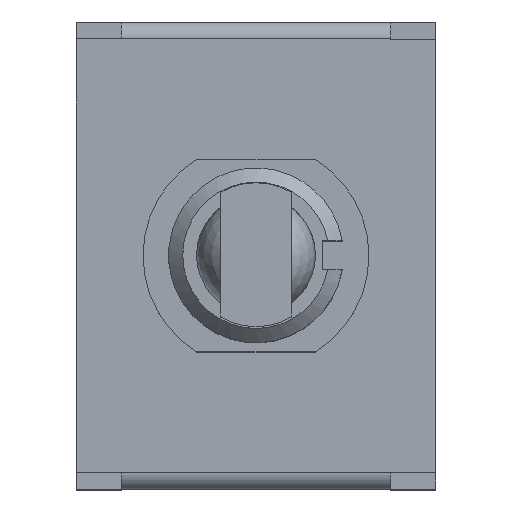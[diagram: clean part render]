
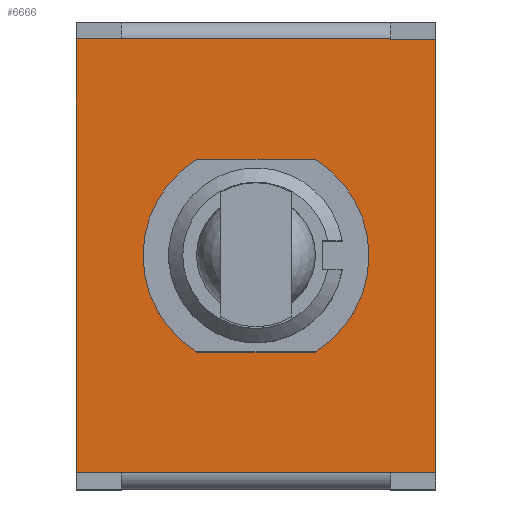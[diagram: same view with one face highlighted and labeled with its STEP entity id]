
A CAD part, top view. The second image highlights one B-rep face of the part: STEP entity #6666.
In plain terms, the highlighted planar face has unit normal (0, 0, 1).
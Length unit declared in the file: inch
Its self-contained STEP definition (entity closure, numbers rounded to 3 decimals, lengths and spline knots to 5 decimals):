
#137=FACE_BOUND('',#908,.T.);
#227=PLANE('',#7135);
#503=FACE_OUTER_BOUND('',#907,.T.);
#907=EDGE_LOOP('',(#4935,#4936,#4937,#4938,#4939,#4940,#4941,#4942,#4943,
#4944));
#908=EDGE_LOOP('',(#4945,#4946,#4947,#4948));
#1233=LINE('',#9694,#1977);
#1237=LINE('',#9703,#1981);
#1434=LINE('',#10180,#2178);
#1436=LINE('',#10185,#2180);
#1438=LINE('',#10188,#2182);
#1441=LINE('',#10195,#2185);
#1443=LINE('',#10200,#2187);
#1448=LINE('',#10210,#2192);
#1450=LINE('',#10213,#2194);
#1452=LINE('',#10219,#2196);
#1461=LINE('',#10238,#2205);
#1462=LINE('',#10241,#2206);
#1977=VECTOR('',#7661,0.3937);
#1981=VECTOR('',#7667,0.3937);
#2178=VECTOR('',#8082,0.3937);
#2180=VECTOR('',#8086,0.3937);
#2182=VECTOR('',#8090,0.3937);
#2185=VECTOR('',#8097,0.3937);
#2187=VECTOR('',#8101,0.3937);
#2192=VECTOR('',#8108,0.3937);
#2194=VECTOR('',#8112,0.3937);
#2196=VECTOR('',#8118,0.3937);
#2205=VECTOR('',#8139,0.3937);
#2206=VECTOR('',#8144,0.3937);
#2724=CIRCLE('',#7012,0.15709);
#2730=CIRCLE('',#7024,0.15709);
#2897=VERTEX_POINT('',#9692);
#2898=VERTEX_POINT('',#9693);
#2901=VERTEX_POINT('',#9701);
#2902=VERTEX_POINT('',#9702);
#2957=VERTEX_POINT('',#9848);
#2960=VERTEX_POINT('',#9855);
#3064=VERTEX_POINT('',#10173);
#3067=VERTEX_POINT('',#10178);
#3069=VERTEX_POINT('',#10183);
#3071=VERTEX_POINT('',#10193);
#3073=VERTEX_POINT('',#10198);
#3074=VERTEX_POINT('',#10203);
#3077=VERTEX_POINT('',#10208);
#3079=VERTEX_POINT('',#10217);
#3506=EDGE_CURVE('',#2897,#2898,#1233,.T.);
#3510=EDGE_CURVE('',#2901,#2902,#1237,.T.);
#3515=EDGE_CURVE('',#2898,#2901,#2724,.T.);
#3531=EDGE_CURVE('',#2902,#2897,#2730,.T.);
#3747=EDGE_CURVE('',#3067,#3064,#1434,.T.);
#3749=EDGE_CURVE('',#2957,#3069,#1436,.T.);
#3751=EDGE_CURVE('',#3069,#3064,#1438,.T.);
#3755=EDGE_CURVE('',#3067,#3071,#1441,.T.);
#3757=EDGE_CURVE('',#2960,#3073,#1443,.T.);
#3762=EDGE_CURVE('',#3077,#3074,#1448,.T.);
#3764=EDGE_CURVE('',#3073,#3074,#1450,.T.);
#3767=EDGE_CURVE('',#3077,#3079,#1452,.T.);
#3777=EDGE_CURVE('',#3079,#2957,#1461,.T.);
#3779=EDGE_CURVE('',#2960,#3071,#1462,.T.);
#4935=ORIENTED_EDGE('',*,*,#3755,.T.);
#4936=ORIENTED_EDGE('',*,*,#3779,.F.);
#4937=ORIENTED_EDGE('',*,*,#3757,.T.);
#4938=ORIENTED_EDGE('',*,*,#3764,.T.);
#4939=ORIENTED_EDGE('',*,*,#3762,.F.);
#4940=ORIENTED_EDGE('',*,*,#3767,.T.);
#4941=ORIENTED_EDGE('',*,*,#3777,.T.);
#4942=ORIENTED_EDGE('',*,*,#3749,.T.);
#4943=ORIENTED_EDGE('',*,*,#3751,.T.);
#4944=ORIENTED_EDGE('',*,*,#3747,.F.);
#4945=ORIENTED_EDGE('',*,*,#3510,.T.);
#4946=ORIENTED_EDGE('',*,*,#3531,.T.);
#4947=ORIENTED_EDGE('',*,*,#3506,.T.);
#4948=ORIENTED_EDGE('',*,*,#3515,.T.);
#6666=ADVANCED_FACE('',(#503,#137),#227,.T.);
#7012=AXIS2_PLACEMENT_3D('',#9711,#7675,#7676);
#7024=AXIS2_PLACEMENT_3D('',#9748,#7707,#7708);
#7135=AXIS2_PLACEMENT_3D('',#10240,#8142,#8143);
#7661=DIRECTION('',(1.,0.,0.));
#7667=DIRECTION('',(-1.,0.,0.));
#7675=DIRECTION('center_axis',(0.,0.,
-1.));
#7676=DIRECTION('ref_axis',(-1.,0.,0.));
#7707=DIRECTION('center_axis',(0.,0.,
-1.));
#7708=DIRECTION('ref_axis',(-1.,0.,0.));
#8082=DIRECTION('',(-1.,0.,0.));
#8086=DIRECTION('',(-1.,0.,0.));
#8090=DIRECTION('',(0.,-1.,0.));
#8097=DIRECTION('',(0.,-1.,0.));
#8101=DIRECTION('',(1.,0.,0.));
#8108=DIRECTION('',(1.,0.,0.));
#8112=DIRECTION('',(0.,1.,0.));
#8118=DIRECTION('',(0.,1.,0.));
#8139=DIRECTION('',(-1.,0.,0.));
#8142=DIRECTION('center_axis',(0.,0.,
1.));
#8143=DIRECTION('ref_axis',(1.,0.,0.));
#8144=DIRECTION('',(-1.,0.,0.));
#9692=CARTESIAN_POINT('',(-0.08221,0.13386,0.41496));
#9693=CARTESIAN_POINT('',(0.08221,0.13386,0.41496));
#9694=CARTESIAN_POINT('',(0.0411,0.13386,0.41496));
#9701=CARTESIAN_POINT('',(0.08221,-0.13386,0.41496));
#9702=CARTESIAN_POINT('',(-0.08221,-0.13386,0.41496));
#9703=CARTESIAN_POINT('',(-0.0411,-0.13386,0.41496));
#9711=CARTESIAN_POINT('Origin',(0.,0.,
0.41496));
#9748=CARTESIAN_POINT('Origin',(0.,0.,
0.41496));
#9848=CARTESIAN_POINT('',(-0.18701,0.30138,0.41496));
#9855=CARTESIAN_POINT('',(0.18701,-0.30138,0.41496));
#10173=CARTESIAN_POINT('',(-0.25,-0.30098,0.41496));
#10178=CARTESIAN_POINT('',(-0.18701,-0.30098,0.41496));
#10180=CARTESIAN_POINT('',(-0.18701,-0.30098,0.41496));
#10183=CARTESIAN_POINT('',(-0.25,0.30138,0.41496));
#10185=CARTESIAN_POINT('',(-0.18701,0.30138,0.41496));
#10188=CARTESIAN_POINT('',(-0.25,-0.30098,0.41496));
#10193=CARTESIAN_POINT('',(-0.18701,-0.30138,0.41496));
#10195=CARTESIAN_POINT('',(-0.18701,-0.30138,0.41496));
#10198=CARTESIAN_POINT('',(0.25,-0.30138,0.41496));
#10200=CARTESIAN_POINT('',(0.18701,-0.30138,0.41496));
#10203=CARTESIAN_POINT('',(0.25,0.30098,0.41496));
#10208=CARTESIAN_POINT('',(0.18701,0.30098,0.41496));
#10210=CARTESIAN_POINT('',(0.18701,0.30098,0.41496));
#10213=CARTESIAN_POINT('',(0.25,0.30098,0.41496));
#10217=CARTESIAN_POINT('',(0.18701,0.30138,0.41496));
#10219=CARTESIAN_POINT('',(0.18701,-0.30138,0.41496));
#10238=CARTESIAN_POINT('',(0.,0.30138,0.41496));
#10240=CARTESIAN_POINT('Origin',(0.,0.30138,
0.41496));
#10241=CARTESIAN_POINT('',(0.,-0.30138,0.41496));
